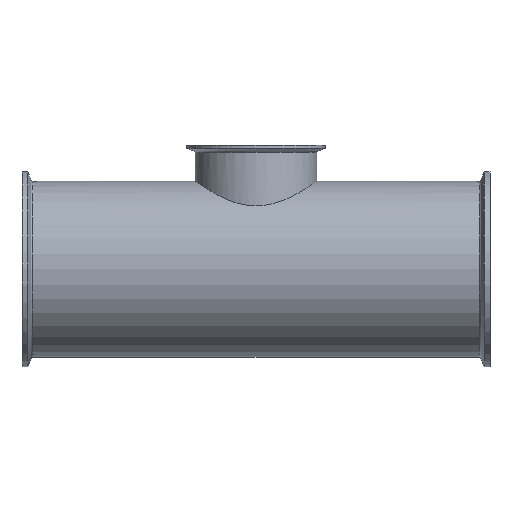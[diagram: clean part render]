
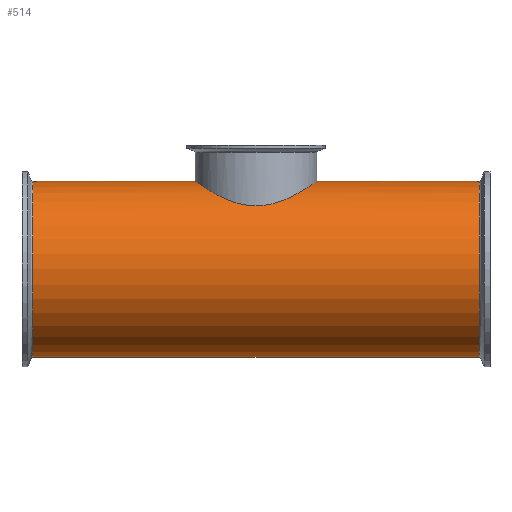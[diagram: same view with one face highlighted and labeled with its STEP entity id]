
A CAD part, front view. The second image highlights one B-rep face of the part: STEP entity #514.
In plain terms, the highlighted cylindrical face has radius 82.6 mm (diameter 165.2 mm), a full revolution.
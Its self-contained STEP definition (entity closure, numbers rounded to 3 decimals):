
#15=B_SPLINE_CURVE_WITH_KNOTS('',3,(#904,#905,#906,#907,#908,#909,#910,
#911,#912,#913,#914,#915,#916,#917,#918,#919,#920,#921),.UNSPECIFIED.,.F.,
 .F.,(4,2,2,2,2,2,2,2,4),(0.,1.134,2.267,3.401,
4.534,5.653,6.771,7.889,9.008),
 .UNSPECIFIED.);
#16=B_SPLINE_CURVE_WITH_KNOTS('',3,(#922,#923,#924,#925,#926,#927,#928,
#929,#930,#931,#932,#933,#934,#935,#936,#937,#938,#939,#940,#941,#942,#943,
#944,#945,#946,#947,#948,#949,#950,#951,#952,#953,#954,#955,#956,#957,#958,
#959,#960,#961,#962,#963,#964,#965,#966,#967,#968,#969,#970,#971),
 .UNSPECIFIED.,.F.,.F.,(4,2,2,2,2,2,2,2,2,2,2,2,2,2,2,2,2,2,2,2,2,2,2,2,
4),(9.008,10.126,11.244,12.363,
13.481,14.615,15.748,16.882,18.015,
19.149,20.283,21.416,22.55,23.668,
24.786,25.905,27.023,28.142,29.26,
30.378,31.497,32.63,33.764,34.897,
36.031),.UNSPECIFIED.);
#19=CYLINDRICAL_SURFACE('',#586,82.6);
#28=FACE_BOUND('',#126,.T.);
#43=LINE('',#901,#59);
#59=VECTOR('',#714,82.6);
#89=FACE_OUTER_BOUND('',#125,.T.);
#125=EDGE_LOOP('',(#373,#374,#375,#376,#377,#378));
#126=EDGE_LOOP('',(#379,#380));
#172=CIRCLE('',#582,82.6);
#173=CIRCLE('',#583,82.6);
#175=CIRCLE('',#587,82.6);
#176=CIRCLE('',#588,82.6);
#226=VERTEX_POINT('',#887);
#227=VERTEX_POINT('',#889);
#229=VERTEX_POINT('',#897);
#230=VERTEX_POINT('',#898);
#231=VERTEX_POINT('',#902);
#232=VERTEX_POINT('',#903);
#280=EDGE_CURVE('',#226,#227,#172,.T.);
#281=EDGE_CURVE('',#227,#226,#173,.T.);
#284=EDGE_CURVE('',#229,#230,#175,.T.);
#285=EDGE_CURVE('',#230,#229,#176,.T.);
#286=EDGE_CURVE('',#230,#227,#43,.T.);
#287=EDGE_CURVE('',#231,#232,#15,.T.);
#288=EDGE_CURVE('',#232,#231,#16,.T.);
#373=ORIENTED_EDGE('',*,*,#284,.F.);
#374=ORIENTED_EDGE('',*,*,#285,.F.);
#375=ORIENTED_EDGE('',*,*,#286,.T.);
#376=ORIENTED_EDGE('',*,*,#280,.F.);
#377=ORIENTED_EDGE('',*,*,#281,.F.);
#378=ORIENTED_EDGE('',*,*,#286,.F.);
#379=ORIENTED_EDGE('',*,*,#287,.T.);
#380=ORIENTED_EDGE('',*,*,#288,.T.);
#514=ADVANCED_FACE('',(#89,#28),#19,.T.);
#582=AXIS2_PLACEMENT_3D('',#890,#699,#700);
#583=AXIS2_PLACEMENT_3D('',#891,#701,#702);
#586=AXIS2_PLACEMENT_3D('',#896,#708,#709);
#587=AXIS2_PLACEMENT_3D('',#899,#710,#711);
#588=AXIS2_PLACEMENT_3D('',#900,#712,#713);
#699=DIRECTION('center_axis',(-1.,0.,0.));
#700=DIRECTION('ref_axis',(0.,0.,1.));
#701=DIRECTION('center_axis',(-1.,0.,0.));
#702=DIRECTION('ref_axis',(0.,0.,1.));
#708=DIRECTION('center_axis',(1.,0.,0.));
#709=DIRECTION('ref_axis',(0.,1.,0.));
#710=DIRECTION('center_axis',(1.,0.,0.));
#711=DIRECTION('ref_axis',(0.,0.,-1.));
#712=DIRECTION('center_axis',(1.,0.,0.));
#713=DIRECTION('ref_axis',(0.,0.,-1.));
#714=DIRECTION('',(-1.,0.,0.));
#887=CARTESIAN_POINT('',(-209.76,0.,82.6));
#889=CARTESIAN_POINT('',(-209.76,-82.6,0.));
#890=CARTESIAN_POINT('Origin',(-209.76,0.,0.));
#891=CARTESIAN_POINT('Origin',(-209.76,0.,0.));
#896=CARTESIAN_POINT('Origin',(0.,0.,0.));
#897=CARTESIAN_POINT('',(209.76,0.,-82.6));
#898=CARTESIAN_POINT('',(209.76,-82.6,0.));
#899=CARTESIAN_POINT('Origin',(209.76,0.,0.));
#900=CARTESIAN_POINT('Origin',(209.76,0.,0.));
#901=CARTESIAN_POINT('',(0.,-82.6,0.));
#902=CARTESIAN_POINT('',(0.,-57.15,59.638));
#903=CARTESIAN_POINT('',(-57.15,0.,82.6));
#904=CARTESIAN_POINT('Ctrl Pts',(0.,-57.15,59.638));
#905=CARTESIAN_POINT('Ctrl Pts',(-3.779,-57.15,59.638));
#906=CARTESIAN_POINT('Ctrl Pts',(-7.605,-56.77,60.008));
#907=CARTESIAN_POINT('Ctrl Pts',(-15.095,-55.253,61.408));
#908=CARTESIAN_POINT('Ctrl Pts',(-18.76,-54.115,62.433));
#909=CARTESIAN_POINT('Ctrl Pts',(-25.722,-51.174,64.866));
#910=CARTESIAN_POINT('Ctrl Pts',(-29.027,-49.367,66.272));
#911=CARTESIAN_POINT('Ctrl Pts',(-35.13,-45.228,69.163));
#912=CARTESIAN_POINT('Ctrl Pts',(-37.928,-42.895,70.646));
#913=CARTESIAN_POINT('Ctrl Pts',(-42.861,-37.961,73.414));
#914=CARTESIAN_POINT('Ctrl Pts',(-45.189,-35.181,74.806));
#915=CARTESIAN_POINT('Ctrl Pts',(-49.338,-29.077,77.384));
#916=CARTESIAN_POINT('Ctrl Pts',(-51.161,-25.752,78.567));
#917=CARTESIAN_POINT('Ctrl Pts',(-54.123,-18.742,80.528));
#918=CARTESIAN_POINT('Ctrl Pts',(-55.266,-15.049,81.306));
#919=CARTESIAN_POINT('Ctrl Pts',(-56.779,-7.542,82.342));
#920=CARTESIAN_POINT('Ctrl Pts',(-57.15,-3.728,82.6));
#921=CARTESIAN_POINT('Ctrl Pts',(-57.15,0.,82.6));
#922=CARTESIAN_POINT('Ctrl Pts',(-57.15,0.,82.6));
#923=CARTESIAN_POINT('Ctrl Pts',(-57.15,3.728,82.6));
#924=CARTESIAN_POINT('Ctrl Pts',(-56.779,7.542,82.342));
#925=CARTESIAN_POINT('Ctrl Pts',(-55.266,15.049,81.306));
#926=CARTESIAN_POINT('Ctrl Pts',(-54.123,18.742,80.528));
#927=CARTESIAN_POINT('Ctrl Pts',(-51.161,25.752,78.567));
#928=CARTESIAN_POINT('Ctrl Pts',(-49.338,29.077,77.384));
#929=CARTESIAN_POINT('Ctrl Pts',(-45.189,35.181,74.806));
#930=CARTESIAN_POINT('Ctrl Pts',(-42.861,37.961,73.414));
#931=CARTESIAN_POINT('Ctrl Pts',(-37.928,42.895,70.646));
#932=CARTESIAN_POINT('Ctrl Pts',(-35.13,45.228,69.163));
#933=CARTESIAN_POINT('Ctrl Pts',(-29.027,49.367,66.272));
#934=CARTESIAN_POINT('Ctrl Pts',(-25.722,51.174,64.866));
#935=CARTESIAN_POINT('Ctrl Pts',(-18.76,54.115,62.433));
#936=CARTESIAN_POINT('Ctrl Pts',(-15.095,55.253,61.408));
#937=CARTESIAN_POINT('Ctrl Pts',(-7.605,56.77,60.008));
#938=CARTESIAN_POINT('Ctrl Pts',(-3.779,57.15,59.638));
#939=CARTESIAN_POINT('Ctrl Pts',(3.779,57.15,59.638));
#940=CARTESIAN_POINT('Ctrl Pts',(7.605,56.77,60.008));
#941=CARTESIAN_POINT('Ctrl Pts',(15.095,55.253,61.408));
#942=CARTESIAN_POINT('Ctrl Pts',(18.76,54.115,62.433));
#943=CARTESIAN_POINT('Ctrl Pts',(25.722,51.174,64.866));
#944=CARTESIAN_POINT('Ctrl Pts',(29.027,49.367,66.272));
#945=CARTESIAN_POINT('Ctrl Pts',(35.13,45.228,69.163));
#946=CARTESIAN_POINT('Ctrl Pts',(37.928,42.895,70.646));
#947=CARTESIAN_POINT('Ctrl Pts',(42.861,37.961,73.414));
#948=CARTESIAN_POINT('Ctrl Pts',(45.189,35.181,74.806));
#949=CARTESIAN_POINT('Ctrl Pts',(49.338,29.077,77.384));
#950=CARTESIAN_POINT('Ctrl Pts',(51.161,25.752,78.567));
#951=CARTESIAN_POINT('Ctrl Pts',(54.123,18.742,80.528));
#952=CARTESIAN_POINT('Ctrl Pts',(55.266,15.049,81.306));
#953=CARTESIAN_POINT('Ctrl Pts',(56.779,7.542,82.342));
#954=CARTESIAN_POINT('Ctrl Pts',(57.15,3.728,82.6));
#955=CARTESIAN_POINT('Ctrl Pts',(57.15,-3.728,82.6));
#956=CARTESIAN_POINT('Ctrl Pts',(56.779,-7.542,82.342));
#957=CARTESIAN_POINT('Ctrl Pts',(55.266,-15.049,81.306));
#958=CARTESIAN_POINT('Ctrl Pts',(54.123,-18.742,80.528));
#959=CARTESIAN_POINT('Ctrl Pts',(51.161,-25.752,78.567));
#960=CARTESIAN_POINT('Ctrl Pts',(49.338,-29.077,77.384));
#961=CARTESIAN_POINT('Ctrl Pts',(45.189,-35.181,74.806));
#962=CARTESIAN_POINT('Ctrl Pts',(42.861,-37.961,73.414));
#963=CARTESIAN_POINT('Ctrl Pts',(37.928,-42.895,70.646));
#964=CARTESIAN_POINT('Ctrl Pts',(35.13,-45.228,69.163));
#965=CARTESIAN_POINT('Ctrl Pts',(29.027,-49.367,66.272));
#966=CARTESIAN_POINT('Ctrl Pts',(25.722,-51.174,64.866));
#967=CARTESIAN_POINT('Ctrl Pts',(18.76,-54.115,62.433));
#968=CARTESIAN_POINT('Ctrl Pts',(15.095,-55.253,61.408));
#969=CARTESIAN_POINT('Ctrl Pts',(7.605,-56.77,60.008));
#970=CARTESIAN_POINT('Ctrl Pts',(3.779,-57.15,59.638));
#971=CARTESIAN_POINT('Ctrl Pts',(0.,-57.15,59.638));
